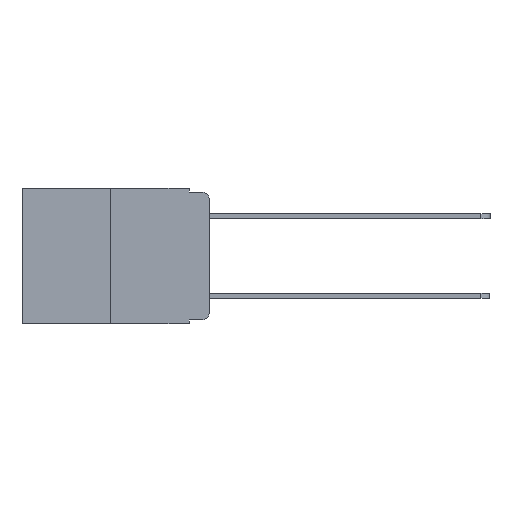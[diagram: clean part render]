
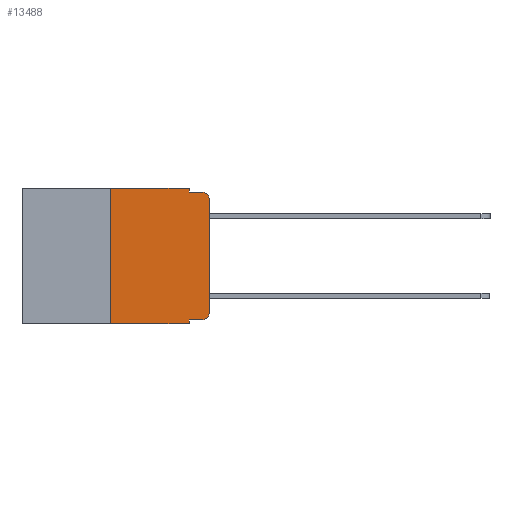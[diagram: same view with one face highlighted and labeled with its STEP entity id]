
A CAD part, left-side view. The second image highlights one B-rep face of the part: STEP entity #13488.
In plain terms, the highlighted planar face has unit normal (-1, 0, 0).
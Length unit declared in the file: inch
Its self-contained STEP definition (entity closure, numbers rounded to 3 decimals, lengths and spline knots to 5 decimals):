
#460 = CARTESIAN_POINT ( 'NONE',  ( 0., 0.473, 0. ) ) ;
#882 = VECTOR ( 'NONE', #13191, 39.37008 ) ;
#1531 = LINE ( 'NONE', #11293, #882 ) ;
#1843 = FACE_OUTER_BOUND ( 'NONE', #21485, .T. ) ;
#2019 = CARTESIAN_POINT ( 'NONE',  ( 0., 0.051, 0. ) ) ;
#2026 = EDGE_CURVE ( 'NONE', #3508, #12029, #1531, .T. ) ;
#2261 = VERTEX_POINT ( 'NONE', #8051 ) ;
#2449 = VECTOR ( 'NONE', #3658, 39.37008 ) ;
#2471 = ORIENTED_EDGE ( 'NONE', *, *, #4251, .F. ) ;
#2545 = DIRECTION ( 'NONE',  ( 0., 0., -1. ) ) ;
#3066 = ORIENTED_EDGE ( 'NONE', *, *, #2026, .T. ) ;
#3278 = DIRECTION ( 'NONE',  ( 0., 0., 1. ) ) ;
#3319 = CARTESIAN_POINT ( 'NONE',  ( 0., 0.02, -0.03 ) ) ;
#3414 = ORIENTED_EDGE ( 'NONE', *, *, #12847, .F. ) ;
#3508 = VERTEX_POINT ( 'NONE', #19041 ) ;
#3658 = DIRECTION ( 'NONE',  ( 0., 0., 1. ) ) ;
#4124 = CARTESIAN_POINT ( 'NONE',  ( 0., 0.051, -0.01 ) ) ;
#4155 = EDGE_CURVE ( 'NONE', #3508, #15069, #11958, .T. ) ;
#4251 = EDGE_CURVE ( 'NONE', #15069, #2261, #25224, .T. ) ;
#4745 = VECTOR ( 'NONE', #21612, 39.37008 ) ;
#4780 = LINE ( 'NONE', #24332, #25256 ) ;
#4794 = VERTEX_POINT ( 'NONE', #25090 ) ;
#4986 = ORIENTED_EDGE ( 'NONE', *, *, #21501, .T. ) ;
#5017 = ORIENTED_EDGE ( 'NONE', *, *, #4155, .F. ) ;
#5094 = CARTESIAN_POINT ( 'NONE',  ( 0., 0.051, -0.343 ) ) ;
#5174 = VERTEX_POINT ( 'NONE', #24634 ) ;
#5301 = ORIENTED_EDGE ( 'NONE', *, *, #25681, .T. ) ;
#5361 = DIRECTION ( 'NONE',  ( 0., 0., -1. ) ) ;
#5464 = CARTESIAN_POINT ( 'NONE',  ( 0., 0.25, 0. ) ) ;
#6250 = ORIENTED_EDGE ( 'NONE', *, *, #17552, .F. ) ;
#6449 = CARTESIAN_POINT ( 'NONE',  ( 0., 0., -0.03 ) ) ;
#6541 = VERTEX_POINT ( 'NONE', #25123 ) ;
#7109 = CIRCLE ( 'NONE', #23747, 0.02 ) ;
#7215 = VECTOR ( 'NONE', #21766, 39.37008 ) ;
#7515 = ORIENTED_EDGE ( 'NONE', *, *, #25239, .T. ) ;
#8051 = CARTESIAN_POINT ( 'NONE',  ( 0., 0.051, 0. ) ) ;
#8076 = LINE ( 'NONE', #4124, #23254 ) ;
#8223 = DIRECTION ( 'NONE',  ( 0., 0., -1. ) ) ;
#8727 = VERTEX_POINT ( 'NONE', #18661 ) ;
#9078 = LINE ( 'NONE', #11638, #2449 ) ;
#9711 = ORIENTED_EDGE ( 'NONE', *, *, #19969, .F. ) ;
#9767 = CARTESIAN_POINT ( 'NONE',  ( 0., 0.473, 0. ) ) ;
#9932 = CARTESIAN_POINT ( 'NONE',  ( 0., 0.051, -0.333 ) ) ;
#10151 = DIRECTION ( 'NONE',  ( -1., 0., 0. ) ) ;
#11293 = CARTESIAN_POINT ( 'NONE',  ( 0., 0.473, -0.343 ) ) ;
#11638 = CARTESIAN_POINT ( 'NONE',  ( 0., 0., 0. ) ) ;
#11958 = LINE ( 'NONE', #5464, #17842 ) ;
#12029 = VERTEX_POINT ( 'NONE', #5094 ) ;
#12520 = DIRECTION ( 'NONE',  ( 0., 0., -1. ) ) ;
#12847 = EDGE_CURVE ( 'NONE', #2261, #8727, #22755, .T. ) ;
#13191 = DIRECTION ( 'NONE',  ( 0., -1., 0. ) ) ;
#13488 = ADVANCED_FACE ( 'NONE', ( #1843 ), #22370, .F. ) ;
#14100 = DIRECTION ( 'NONE',  ( 0., -1., 0. ) ) ;
#14231 = AXIS2_PLACEMENT_3D ( 'NONE', #21972, #10151, #23962 ) ;
#14550 = DIRECTION ( 'NONE',  ( 1., 0., 0. ) ) ;
#15069 = VERTEX_POINT ( 'NONE', #24442 ) ;
#16122 = CIRCLE ( 'NONE', #14231, 0.02 ) ;
#16838 = VERTEX_POINT ( 'NONE', #17830 ) ;
#17293 = DIRECTION ( 'NONE',  ( -1., 0., 0. ) ) ;
#17531 = VECTOR ( 'NONE', #8223, 39.37008 ) ;
#17552 = EDGE_CURVE ( 'NONE', #8727, #6541, #8076, .T. ) ;
#17779 = LINE ( 'NONE', #9932, #7215 ) ;
#17830 = CARTESIAN_POINT ( 'NONE',  ( 0., 0.02, -0.333 ) ) ;
#17842 = VECTOR ( 'NONE', #3278, 39.37008 ) ;
#18156 = EDGE_CURVE ( 'NONE', #16838, #4794, #16122, .T. ) ;
#18661 = CARTESIAN_POINT ( 'NONE',  ( 0., 0.051, -0.01 ) ) ;
#19041 = CARTESIAN_POINT ( 'NONE',  ( 0., 0.25, -0.343 ) ) ;
#19969 = EDGE_CURVE ( 'NONE', #5174, #12029, #4780, .T. ) ;
#20583 = VERTEX_POINT ( 'NONE', #6449 ) ;
#21485 = EDGE_LOOP ( 'NONE', ( #5301, #4986, #6250, #3414, #2471, #5017, #3066, #9711, #7515, #24879 ) ) ;
#21501 = EDGE_CURVE ( 'NONE', #20583, #6541, #7109, .T. ) ;
#21612 = DIRECTION ( 'NONE',  ( 0., -1., 0. ) ) ;
#21766 = DIRECTION ( 'NONE',  ( 0., -1., 0. ) ) ;
#21972 = CARTESIAN_POINT ( 'NONE',  ( 0., 0.02, -0.313 ) ) ;
#22370 = PLANE ( 'NONE',  #25538 ) ;
#22755 = LINE ( 'NONE', #2019, #17531 ) ;
#23254 = VECTOR ( 'NONE', #14100, 39.37008 ) ;
#23747 = AXIS2_PLACEMENT_3D ( 'NONE', #3319, #17293, #5361 ) ;
#23962 = DIRECTION ( 'NONE',  ( 0., 0., -1. ) ) ;
#24332 = CARTESIAN_POINT ( 'NONE',  ( 0., 0.051, 0. ) ) ;
#24442 = CARTESIAN_POINT ( 'NONE',  ( 0., 0.25, 0. ) ) ;
#24634 = CARTESIAN_POINT ( 'NONE',  ( 0., 0.051, -0.333 ) ) ;
#24879 = ORIENTED_EDGE ( 'NONE', *, *, #18156, .T. ) ;
#25090 = CARTESIAN_POINT ( 'NONE',  ( 0., 0., -0.313 ) ) ;
#25123 = CARTESIAN_POINT ( 'NONE',  ( 0., 0.02, -0.01 ) ) ;
#25224 = LINE ( 'NONE', #9767, #4745 ) ;
#25239 = EDGE_CURVE ( 'NONE', #5174, #16838, #17779, .T. ) ;
#25256 = VECTOR ( 'NONE', #12520, 39.37008 ) ;
#25538 = AXIS2_PLACEMENT_3D ( 'NONE', #460, #14550, #2545 ) ;
#25681 = EDGE_CURVE ( 'NONE', #4794, #20583, #9078, .T. ) ;
